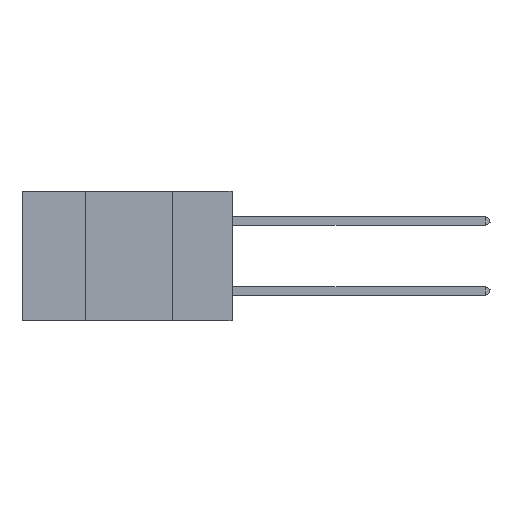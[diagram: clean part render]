
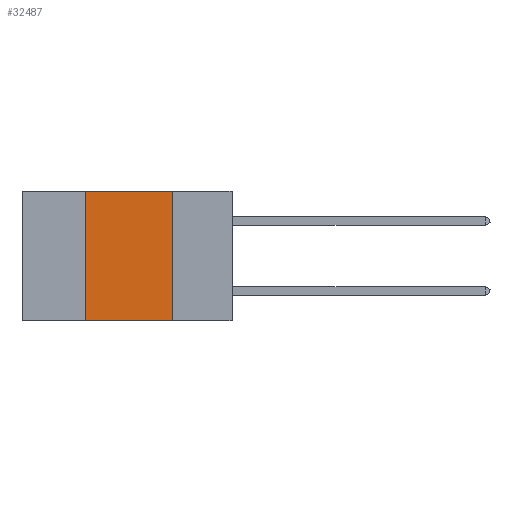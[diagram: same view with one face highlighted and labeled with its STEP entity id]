
A CAD part, left-side view. The second image highlights one B-rep face of the part: STEP entity #32487.
In plain terms, the highlighted planar face has unit normal (-1, 0, 0).
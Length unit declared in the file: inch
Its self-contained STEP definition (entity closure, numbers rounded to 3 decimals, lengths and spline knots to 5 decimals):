
#795 = ORIENTED_EDGE ( 'NONE', *, *, #29650, .F. ) ;
#2035 = VERTEX_POINT ( 'NONE', #24681 ) ;
#2241 = VECTOR ( 'NONE', #18039, 39.37008 ) ;
#2905 = AXIS2_PLACEMENT_3D ( 'NONE', #21707, #3826, #3594 ) ;
#3594 = DIRECTION ( 'NONE',  ( 0., 0., -1. ) ) ;
#3826 = DIRECTION ( 'NONE',  ( 1., 0., 0. ) ) ;
#4920 = VERTEX_POINT ( 'NONE', #22716 ) ;
#5260 = EDGE_CURVE ( 'NONE', #21025, #29971, #9148, .T. ) ;
#7940 = ORIENTED_EDGE ( 'NONE', *, *, #19070, .F. ) ;
#8533 = CARTESIAN_POINT ( 'NONE',  ( 0., 0.42, 0. ) ) ;
#8632 = LINE ( 'NONE', #30086, #28498 ) ;
#9148 = LINE ( 'NONE', #10335, #2241 ) ;
#9151 = DIRECTION ( 'NONE',  ( 0., 0., -1. ) ) ;
#10335 = CARTESIAN_POINT ( 'NONE',  ( 0., 0.42, 0. ) ) ;
#11574 = FACE_OUTER_BOUND ( 'NONE', #29227, .T. ) ;
#12912 = EDGE_CURVE ( 'NONE', #21025, #4920, #22806, .T. ) ;
#14513 = DIRECTION ( 'NONE',  ( 0., -1., 0. ) ) ;
#16595 = ORIENTED_EDGE ( 'NONE', *, *, #12912, .T. ) ;
#18039 = DIRECTION ( 'NONE',  ( 0., 0., 1. ) ) ;
#18333 = VECTOR ( 'NONE', #31193, 39.37008 ) ;
#19070 = EDGE_CURVE ( 'NONE', #2035, #4920, #31093, .T. ) ;
#21025 = VERTEX_POINT ( 'NONE', #30284 ) ;
#21707 = CARTESIAN_POINT ( 'NONE',  ( 0., 0.6, 0. ) ) ;
#22716 = CARTESIAN_POINT ( 'NONE',  ( 0., 0.17, -0.37 ) ) ;
#22806 = LINE ( 'NONE', #28456, #18333 ) ;
#23779 = VECTOR ( 'NONE', #9151, 39.37008 ) ;
#24236 = PLANE ( 'NONE',  #2905 ) ;
#24681 = CARTESIAN_POINT ( 'NONE',  ( 0., 0.17, 0. ) ) ;
#28456 = CARTESIAN_POINT ( 'NONE',  ( 0., 0.6, -0.37 ) ) ;
#28498 = VECTOR ( 'NONE', #14513, 39.37008 ) ;
#29227 = EDGE_LOOP ( 'NONE', ( #7940, #795, #32243, #16595 ) ) ;
#29650 = EDGE_CURVE ( 'NONE', #29971, #2035, #8632, .T. ) ;
#29971 = VERTEX_POINT ( 'NONE', #8533 ) ;
#30086 = CARTESIAN_POINT ( 'NONE',  ( 0., 0.6, 0. ) ) ;
#30284 = CARTESIAN_POINT ( 'NONE',  ( 0., 0.42, -0.37 ) ) ;
#31093 = LINE ( 'NONE', #32612, #23779 ) ;
#31193 = DIRECTION ( 'NONE',  ( 0., -1., 0. ) ) ;
#32243 = ORIENTED_EDGE ( 'NONE', *, *, #5260, .F. ) ;
#32487 = ADVANCED_FACE ( 'NONE', ( #11574 ), #24236, .F. ) ;
#32612 = CARTESIAN_POINT ( 'NONE',  ( 0., 0.17, 0. ) ) ;
